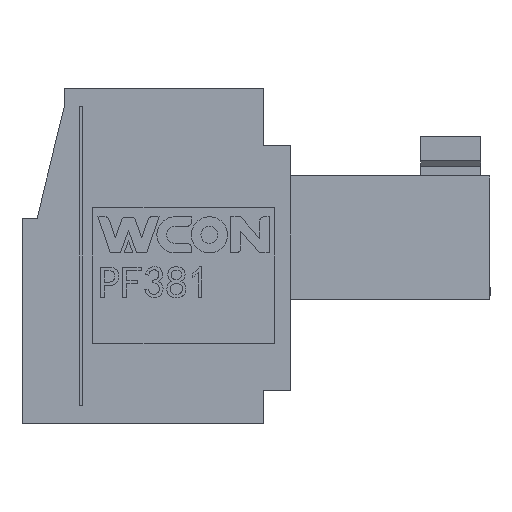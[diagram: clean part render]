
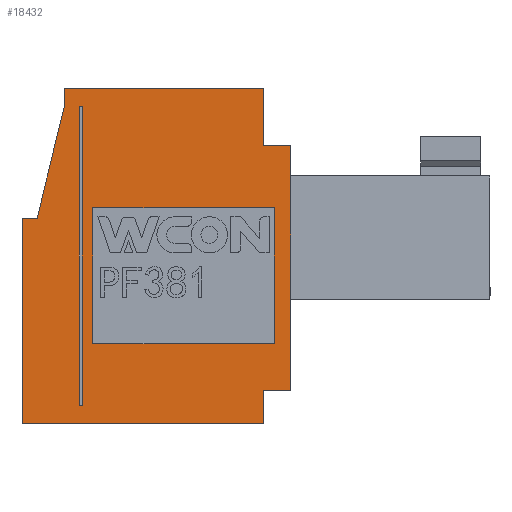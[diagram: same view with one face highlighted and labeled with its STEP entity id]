
A CAD part, left-side view. The second image highlights one B-rep face of the part: STEP entity #18432.
In plain terms, the highlighted planar face has unit normal (-1, 0, 0).
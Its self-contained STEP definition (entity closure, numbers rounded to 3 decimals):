
#15440=CARTESIAN_POINT('',(-18.198,-3.357,2.884));
#15441=VERTEX_POINT('',#15440);
#15448=CARTESIAN_POINT('',(-18.198,-3.357,-4.775));
#15449=VERTEX_POINT('',#15448);
#15450=CARTESIAN_POINT('',(-18.198,-3.357,2.884));
#15451=DIRECTION('',(0.,0.,-1.));
#15452=VECTOR('',#15451,7.659);
#15453=LINE('',#15450,#15452);
#15454=EDGE_CURVE('',#15441,#15449,#15453,.T.);
#15767=CARTESIAN_POINT('',(-18.198,-2.506,-4.775));
#15768=VERTEX_POINT('',#15767);
#15769=CARTESIAN_POINT('',(-18.198,-3.357,-4.775));
#15770=DIRECTION('',(0.,1.,0.));
#15771=VECTOR('',#15770,0.851);
#15772=LINE('',#15769,#15771);
#15773=EDGE_CURVE('',#15449,#15768,#15772,.T.);
#15791=CARTESIAN_POINT('',(-18.198,-2.506,-5.816));
#15792=VERTEX_POINT('',#15791);
#15793=CARTESIAN_POINT('',(-18.198,-2.506,-4.775));
#15794=DIRECTION('',(0.,0.,-1.));
#15795=VECTOR('',#15794,1.04);
#15796=LINE('',#15793,#15795);
#15797=EDGE_CURVE('',#15768,#15792,#15796,.T.);
#15815=CARTESIAN_POINT('',(-18.198,5.059,-5.816));
#15816=VERTEX_POINT('',#15815);
#15817=CARTESIAN_POINT('',(-18.198,-2.506,-5.816));
#15818=DIRECTION('',(0.,1.,0.));
#15819=VECTOR('',#15818,7.565);
#15820=LINE('',#15817,#15819);
#15821=EDGE_CURVE('',#15792,#15816,#15820,.T.);
#16038=CARTESIAN_POINT('',(-18.198,5.059,0.615));
#16039=VERTEX_POINT('',#16038);
#16040=CARTESIAN_POINT('',(-18.198,5.059,-5.816));
#16041=DIRECTION('',(0.,0.,1.));
#16042=VECTOR('',#16041,6.43);
#16043=LINE('',#16040,#16042);
#16044=EDGE_CURVE('',#15816,#16039,#16043,.T.);
#16754=CARTESIAN_POINT('',(-18.198,3.262,-5.248));
#16755=VERTEX_POINT('',#16754);
#16762=CARTESIAN_POINT('',(-18.198,3.168,-5.248));
#16763=VERTEX_POINT('',#16762);
#16764=CARTESIAN_POINT('',(-18.198,3.262,-5.248));
#16765=DIRECTION('',(0.,-1.,0.));
#16766=VECTOR('',#16765,0.095);
#16767=LINE('',#16764,#16766);
#16768=EDGE_CURVE('',#16755,#16763,#16767,.T.);
#17264=CARTESIAN_POINT('',(-18.198,3.168,4.113));
#17265=VERTEX_POINT('',#17264);
#17272=CARTESIAN_POINT('',(-18.198,3.262,4.113));
#17273=VERTEX_POINT('',#17272);
#17274=CARTESIAN_POINT('',(-18.198,3.168,4.113));
#17275=DIRECTION('',(0.,1.,0.));
#17276=VECTOR('',#17275,0.095);
#17277=LINE('',#17274,#17276);
#17278=EDGE_CURVE('',#17265,#17273,#17277,.T.);
#17731=CARTESIAN_POINT('',(-18.198,3.735,4.113));
#17732=VERTEX_POINT('',#17731);
#17739=CARTESIAN_POINT('',(-18.198,3.735,4.681));
#17740=VERTEX_POINT('',#17739);
#17741=CARTESIAN_POINT('',(-18.198,3.735,4.113));
#17742=DIRECTION('',(0.,0.,1.));
#17743=VECTOR('',#17742,0.567);
#17744=LINE('',#17741,#17743);
#17745=EDGE_CURVE('',#17732,#17740,#17744,.T.);
#17770=CARTESIAN_POINT('',(-18.198,-2.506,4.681));
#17771=VERTEX_POINT('',#17770);
#17772=CARTESIAN_POINT('',(-18.198,3.735,4.681));
#17773=DIRECTION('',(0.,-1.,0.));
#17774=VECTOR('',#17773,6.241);
#17775=LINE('',#17772,#17774);
#17776=EDGE_CURVE('',#17740,#17771,#17775,.T.);
#18216=CARTESIAN_POINT('',(-18.198,-2.506,2.884));
#18217=VERTEX_POINT('',#18216);
#18224=CARTESIAN_POINT('',(-18.198,-2.506,2.884));
#18225=DIRECTION('',(0.,-1.,0.));
#18226=VECTOR('',#18225,0.851);
#18227=LINE('',#18224,#18226);
#18228=EDGE_CURVE('',#18217,#15441,#18227,.T.);
#18347=CARTESIAN_POINT('',(-18.198,0.,-4.397));
#18348=DIRECTION('',(0.,-1.,0.));
#18349=DIRECTION('',(-1.,0.,0.));
#18350=AXIS2_PLACEMENT_3D('',#18347,#18349,#18348);
#18351=PLANE('',#18350);
#18352=ORIENTED_EDGE('',*,*,#17745,.F.);
#18353=CARTESIAN_POINT('',(-18.198,4.586,0.615));
#18354=VERTEX_POINT('',#18353);
#18355=CARTESIAN_POINT('',(-18.198,4.586,0.615));
#18356=DIRECTION('',(0.,-0.236,0.972));
#18357=VECTOR('',#18356,3.601);
#18358=LINE('',#18355,#18357);
#18359=EDGE_CURVE('',#18354,#17732,#18358,.T.);
#18360=ORIENTED_EDGE('',*,*,#18359,.F.);
#18361=CARTESIAN_POINT('',(-18.198,5.059,0.615));
#18362=DIRECTION('',(0.,-1.,0.));
#18363=VECTOR('',#18362,0.473);
#18364=LINE('',#18361,#18363);
#18365=EDGE_CURVE('',#16039,#18354,#18364,.T.);
#18366=ORIENTED_EDGE('',*,*,#18365,.F.);
#18367=ORIENTED_EDGE('',*,*,#16044,.F.);
#18368=ORIENTED_EDGE('',*,*,#15821,.F.);
#18369=ORIENTED_EDGE('',*,*,#15797,.F.);
#18370=ORIENTED_EDGE('',*,*,#15773,.F.);
#18371=ORIENTED_EDGE('',*,*,#15454,.F.);
#18372=ORIENTED_EDGE('',*,*,#18228,.F.);
#18373=CARTESIAN_POINT('',(-18.198,-2.506,2.884));
#18374=DIRECTION('',(0.,0.,1.));
#18375=VECTOR('',#18374,1.797);
#18376=LINE('',#18373,#18375);
#18377=EDGE_CURVE('',#18217,#17771,#18376,.T.);
#18378=ORIENTED_EDGE('',*,*,#18377,.T.);
#18379=ORIENTED_EDGE('',*,*,#17776,.F.);
#18380=EDGE_LOOP('',(#18352,#18360,#18366,#18367,#18368,#18369,#18370,#18371,#18372,#18378,#18379));
#18381=FACE_OUTER_BOUND('',#18380,.T.);
#18382=ORIENTED_EDGE('',*,*,#17278,.F.);
#18383=CARTESIAN_POINT('',(-18.198,3.168,4.113));
#18384=DIRECTION('',(0.,0.,-1.));
#18385=VECTOR('',#18384,9.362);
#18386=LINE('',#18383,#18385);
#18387=EDGE_CURVE('',#17265,#16763,#18386,.T.);
#18388=ORIENTED_EDGE('',*,*,#18387,.T.);
#18389=ORIENTED_EDGE('',*,*,#16768,.F.);
#18390=CARTESIAN_POINT('',(-18.198,3.262,4.113));
#18391=DIRECTION('',(0.,0.,-1.));
#18392=VECTOR('',#18391,9.362);
#18393=LINE('',#18390,#18392);
#18394=EDGE_CURVE('',#17273,#16755,#18393,.T.);
#18395=ORIENTED_EDGE('',*,*,#18394,.F.);
#18396=EDGE_LOOP('',(#18382,#18388,#18389,#18395));
#18397=FACE_BOUND('',#18396,.T.);
#18398=CARTESIAN_POINT('',(-18.198,-2.837,0.946));
#18399=VERTEX_POINT('',#18398);
#18400=CARTESIAN_POINT('',(-18.198,-2.837,-3.31));
#18401=VERTEX_POINT('',#18400);
#18402=CARTESIAN_POINT('',(-18.198,-2.837,0.946));
#18403=DIRECTION('',(0.,0.,-1.));
#18404=VECTOR('',#18403,4.255);
#18405=LINE('',#18402,#18404);
#18406=EDGE_CURVE('',#18399,#18401,#18405,.T.);
#18407=ORIENTED_EDGE('',*,*,#18406,.T.);
#18408=CARTESIAN_POINT('',(-18.198,2.837,-3.31));
#18409=VERTEX_POINT('',#18408);
#18410=CARTESIAN_POINT('',(-18.198,-2.837,-3.31));
#18411=DIRECTION('',(0.,1.,0.));
#18412=VECTOR('',#18411,5.674);
#18413=LINE('',#18410,#18412);
#18414=EDGE_CURVE('',#18401,#18409,#18413,.T.);
#18415=ORIENTED_EDGE('',*,*,#18414,.T.);
#18416=CARTESIAN_POINT('',(-18.198,2.837,0.946));
#18417=VERTEX_POINT('',#18416);
#18418=CARTESIAN_POINT('',(-18.198,2.837,-3.31));
#18419=DIRECTION('',(0.,0.,1.));
#18420=VECTOR('',#18419,4.255);
#18421=LINE('',#18418,#18420);
#18422=EDGE_CURVE('',#18409,#18417,#18421,.T.);
#18423=ORIENTED_EDGE('',*,*,#18422,.T.);
#18424=CARTESIAN_POINT('',(-18.198,2.837,0.946));
#18425=DIRECTION('',(0.,-1.,0.));
#18426=VECTOR('',#18425,5.674);
#18427=LINE('',#18424,#18426);
#18428=EDGE_CURVE('',#18417,#18399,#18427,.T.);
#18429=ORIENTED_EDGE('',*,*,#18428,.T.);
#18430=EDGE_LOOP('',(#18407,#18415,#18423,#18429));
#18431=FACE_BOUND('',#18430,.T.);
#18432=ADVANCED_FACE('',(#18381,#18397,#18431),#18351,.T.);
